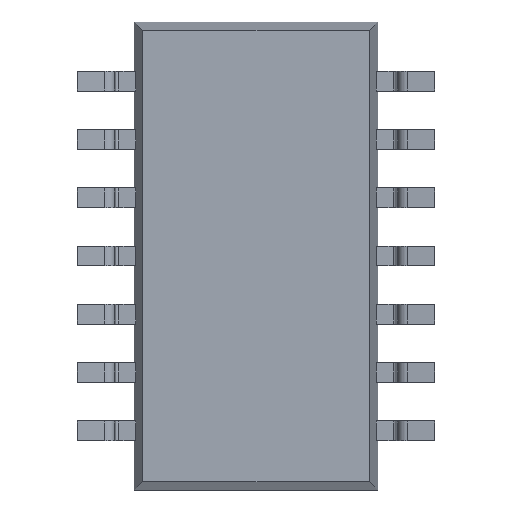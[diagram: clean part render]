
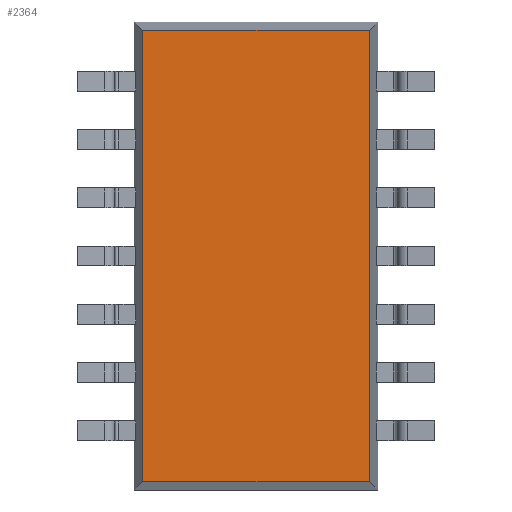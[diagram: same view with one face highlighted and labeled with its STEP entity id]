
A CAD part, front view. The second image highlights one B-rep face of the part: STEP entity #2364.
In plain terms, the highlighted planar face has unit normal (0, -1, 0).
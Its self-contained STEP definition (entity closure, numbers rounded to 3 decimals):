
#345 = PLANE ( 'NONE',  #4012 ) ;
#461 = CARTESIAN_POINT ( 'NONE',  ( -2.474, 0.15, 4.924 ) ) ;
#869 = EDGE_CURVE ( 'NONE', #2221, #5063, #3827, .T. ) ;
#1065 = ORIENTED_EDGE ( 'NONE', *, *, #869, .F. ) ;
#1077 = EDGE_CURVE ( 'NONE', #4320, #1780, #3977, .T. ) ;
#1130 = ORIENTED_EDGE ( 'NONE', *, *, #4561, .F. ) ;
#1265 = VECTOR ( 'NONE', #2031, 1000. ) ;
#1332 = ORIENTED_EDGE ( 'NONE', *, *, #1531, .F. ) ;
#1517 = CARTESIAN_POINT ( 'NONE',  ( 2.474, 0.15, -5.1 ) ) ;
#1531 = EDGE_CURVE ( 'NONE', #5063, #4320, #4224, .T. ) ;
#1780 = VERTEX_POINT ( 'NONE', #2157 ) ;
#2031 = DIRECTION ( 'NONE',  ( 0., 0., -1. ) ) ;
#2157 = CARTESIAN_POINT ( 'NONE',  ( 2.474, 0.15, -4.924 ) ) ;
#2221 = VERTEX_POINT ( 'NONE', #5634 ) ;
#2364 = ADVANCED_FACE ( 'NONE', ( #6580 ), #345, .T. ) ;
#2376 = CARTESIAN_POINT ( 'NONE',  ( -2.65, 0.15, -4.924 ) ) ;
#2399 = DIRECTION ( 'NONE',  ( -1., 0., 0. ) ) ;
#2492 = EDGE_LOOP ( 'NONE', ( #1065, #1130, #3864, #1332 ) ) ;
#2502 = VECTOR ( 'NONE', #6004, 1000. ) ;
#2520 = DIRECTION ( 'NONE',  ( 1., 0., 0. ) ) ;
#2597 = VECTOR ( 'NONE', #2399, 1000. ) ;
#2929 = CARTESIAN_POINT ( 'NONE',  ( -2.474, 0.15, 5.1 ) ) ;
#3827 = LINE ( 'NONE', #2929, #2502 ) ;
#3864 = ORIENTED_EDGE ( 'NONE', *, *, #1077, .F. ) ;
#3977 = LINE ( 'NONE', #1517, #1265 ) ;
#4012 = AXIS2_PLACEMENT_3D ( 'NONE', #5513, #5991, #5939 ) ;
#4181 = LINE ( 'NONE', #2376, #2597 ) ;
#4224 = LINE ( 'NONE', #4548, #4726 ) ;
#4320 = VERTEX_POINT ( 'NONE', #5165 ) ;
#4548 = CARTESIAN_POINT ( 'NONE',  ( 2.65, 0.15, 4.924 ) ) ;
#4561 = EDGE_CURVE ( 'NONE', #1780, #2221, #4181, .T. ) ;
#4726 = VECTOR ( 'NONE', #2520, 1000. ) ;
#5063 = VERTEX_POINT ( 'NONE', #461 ) ;
#5165 = CARTESIAN_POINT ( 'NONE',  ( 2.474, 0.15, 4.924 ) ) ;
#5513 = CARTESIAN_POINT ( 'NONE',  ( 0., 0.15, 0. ) ) ;
#5634 = CARTESIAN_POINT ( 'NONE',  ( -2.474, 0.15, -4.924 ) ) ;
#5939 = DIRECTION ( 'NONE',  ( 1., 0., 0. ) ) ;
#5991 = DIRECTION ( 'NONE',  ( 0., -1., 0. ) ) ;
#6004 = DIRECTION ( 'NONE',  ( 0., 0., 1. ) ) ;
#6580 = FACE_OUTER_BOUND ( 'NONE', #2492, .T. ) ;
